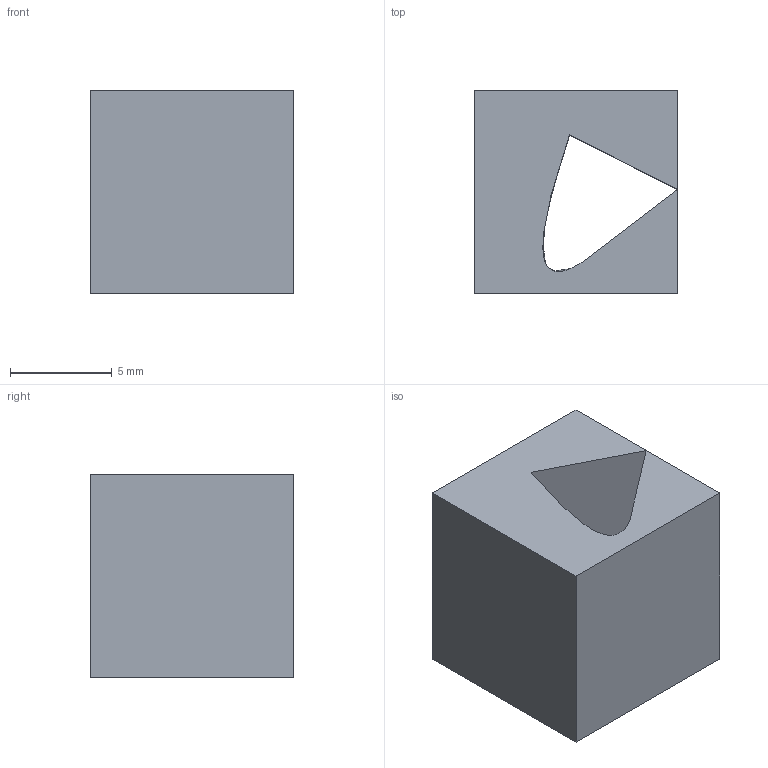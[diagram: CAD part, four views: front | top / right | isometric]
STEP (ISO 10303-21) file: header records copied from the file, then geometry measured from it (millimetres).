
FILE_DESCRIPTION(('FreeCAD Model'),'2;1');
FILE_NAME('cube2.step', '2018-12-12T02:04:03',('Author'),(''), 'Open CASCADE STEP processor 7.2','FreeCAD','Unknown');
FILE_SCHEMA(('AUTOMOTIVE_DESIGN { 1 0 10303 214 1 1 1 1 }'));
Length unit declared in the file: millimetre
Products named in the file (1): Pocket
Bounding box: 10 x 10 x 10 mm (x, y, z)
Volume: 763.3 mm3; surface area: 757.2 mm2
Topology: 1 solids, 1 shells, 9 faces, 23 edges, 14 vertices
Faces by surface type: plane 8, extrusion 1
Entity records: 840 total; most frequent: CARTESIAN_POINT 358, DIRECTION 79, VECTOR 61, LINE 60, ORIENTED_EDGE 46, PCURVE 46, DEFINITIONAL_REPRESENTATION 46, EDGE_CURVE 23
